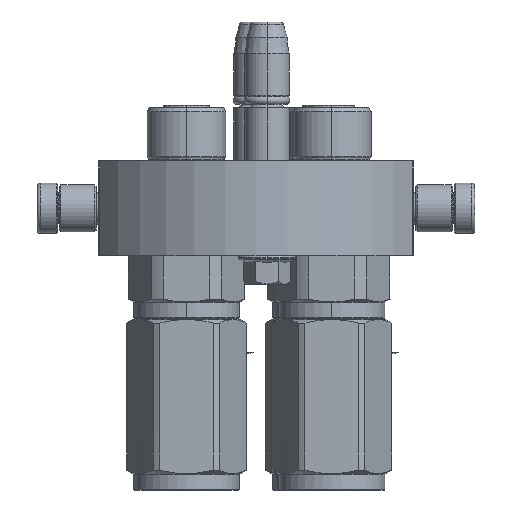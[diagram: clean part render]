
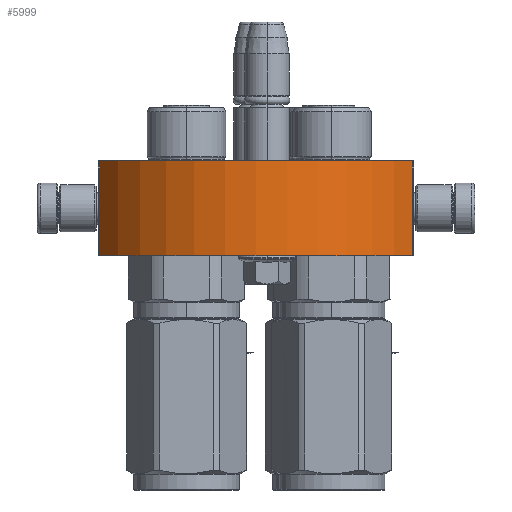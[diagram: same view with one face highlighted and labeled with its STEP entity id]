
A CAD part, left-side view. The second image highlights one B-rep face of the part: STEP entity #5999.
In plain terms, the highlighted cylindrical face has radius 57.25 mm (diameter 114.5 mm), a partial arc.
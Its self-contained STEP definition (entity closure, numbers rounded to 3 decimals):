
#181 = EDGE_CURVE ( 'NONE', #4500, #24565, #37721, .T. ) ;
#757 = AXIS2_PLACEMENT_3D ( 'NONE', #1792, #11461, #31654 ) ;
#922 = AXIS2_PLACEMENT_3D ( 'NONE', #9110, #2893, #2595 ) ;
#974 = VERTEX_POINT ( 'NONE', #15527 ) ;
#1792 = CARTESIAN_POINT ( 'NONE',  ( 0., 0., 0. ) ) ;
#2595 = DIRECTION ( 'NONE',  ( 0.865, 0., -0.502 ) ) ;
#2893 = DIRECTION ( 'NONE',  ( 0., 1., 0. ) ) ;
#3613 = DIRECTION ( 'NONE',  ( 0., 1., 0. ) ) ;
#4500 = VERTEX_POINT ( 'NONE', #39058 ) ;
#5999 = ADVANCED_FACE ( 'NONE', ( #20117 ), #31625, .T. ) ;
#6079 = CARTESIAN_POINT ( 'NONE',  ( -49.5, 0., -28.763 ) ) ;
#7513 = LINE ( 'NONE', #29552, #31402 ) ;
#9110 = CARTESIAN_POINT ( 'NONE',  ( 0., 30., 0. ) ) ;
#10248 = CARTESIAN_POINT ( 'NONE',  ( -49.5, 30., -28.763 ) ) ;
#10388 = VECTOR ( 'NONE', #18591, 1000. ) ;
#11461 = DIRECTION ( 'NONE',  ( 0., -1., 0. ) ) ;
#15527 = CARTESIAN_POINT ( 'NONE',  ( 49.5, 0., -28.763 ) ) ;
#15982 = AXIS2_PLACEMENT_3D ( 'NONE', #36705, #3613, #17052 ) ;
#17052 = DIRECTION ( 'NONE',  ( 0.865, 0., -0.502 ) ) ;
#18230 = CIRCLE ( 'NONE', #15982, 57.25 ) ;
#18591 = DIRECTION ( 'NONE',  ( 0., 1., 0. ) ) ;
#18843 = ORIENTED_EDGE ( 'NONE', *, *, #181, .F. ) ;
#19489 = DIRECTION ( 'NONE',  ( 0., 1., 0. ) ) ;
#20117 = FACE_OUTER_BOUND ( 'NONE', #39204, .T. ) ;
#24114 = EDGE_CURVE ( 'NONE', #974, #4500, #7513, .T. ) ;
#24565 = VERTEX_POINT ( 'NONE', #10248 ) ;
#26091 = ORIENTED_EDGE ( 'NONE', *, *, #40417, .T. ) ;
#29462 = ORIENTED_EDGE ( 'NONE', *, *, #34753, .T. ) ;
#29552 = CARTESIAN_POINT ( 'NONE',  ( 49.5, 0., -28.763 ) ) ;
#30689 = VERTEX_POINT ( 'NONE', #6079 ) ;
#31402 = VECTOR ( 'NONE', #19489, 1000. ) ;
#31625 = CYLINDRICAL_SURFACE ( 'NONE', #757, 57.25 ) ;
#31654 = DIRECTION ( 'NONE',  ( 1., 0., 0. ) ) ;
#32288 = CARTESIAN_POINT ( 'NONE',  ( -49.5, 0., -28.763 ) ) ;
#33159 = ORIENTED_EDGE ( 'NONE', *, *, #24114, .F. ) ;
#33750 = LINE ( 'NONE', #32288, #10388 ) ;
#34753 = EDGE_CURVE ( 'NONE', #30689, #24565, #33750, .T. ) ;
#36705 = CARTESIAN_POINT ( 'NONE',  ( 0., 0., 0. ) ) ;
#37721 = CIRCLE ( 'NONE', #922, 57.25 ) ;
#39058 = CARTESIAN_POINT ( 'NONE',  ( 49.5, 30., -28.763 ) ) ;
#39204 = EDGE_LOOP ( 'NONE', ( #18843, #33159, #26091, #29462 ) ) ;
#40417 = EDGE_CURVE ( 'NONE', #974, #30689, #18230, .T. ) ;
